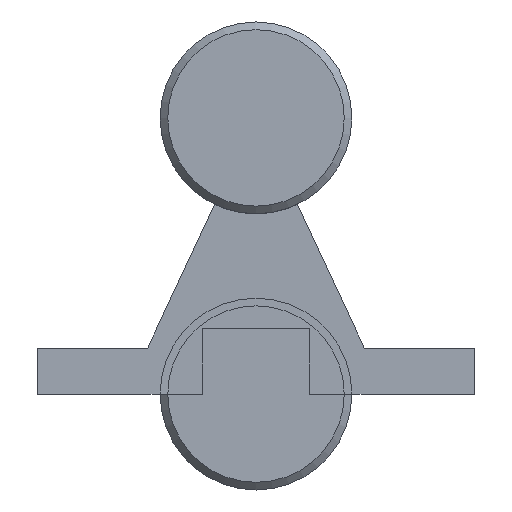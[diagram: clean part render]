
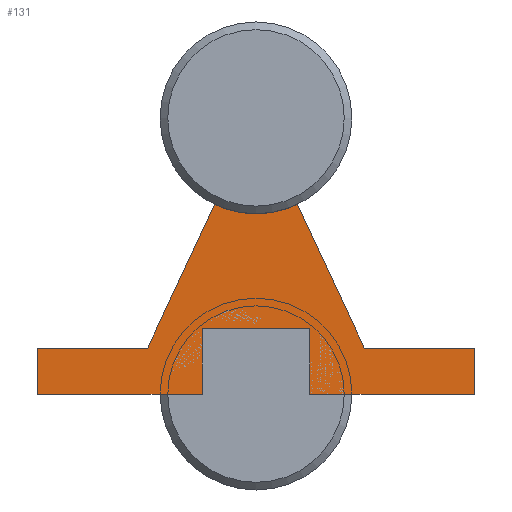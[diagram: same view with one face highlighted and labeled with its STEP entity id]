
A CAD part, front view. The second image highlights one B-rep face of the part: STEP entity #131.
In plain terms, the highlighted planar face has unit normal (0, -1, 0).
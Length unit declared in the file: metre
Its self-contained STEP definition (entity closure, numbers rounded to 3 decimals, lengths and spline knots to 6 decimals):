
#131 = ADVANCED_FACE( '', ( #192 ), #193, .T. );
#192 = FACE_OUTER_BOUND( '', #302, .T. );
#193 = PLANE( '', #303 );
#302 = EDGE_LOOP( '', ( #443, #444, #445, #446, #447, #448, #449, #450, #451, #452, #453, #454 ) );
#303 = AXIS2_PLACEMENT_3D( '', #455, #456, #457 );
#443 = ORIENTED_EDGE( '', *, *, #656, .F. );
#444 = ORIENTED_EDGE( '', *, *, #657, .T. );
#445 = ORIENTED_EDGE( '', *, *, #658, .T. );
#446 = ORIENTED_EDGE( '', *, *, #659, .T. );
#447 = ORIENTED_EDGE( '', *, *, #660, .F. );
#448 = ORIENTED_EDGE( '', *, *, #661, .F. );
#449 = ORIENTED_EDGE( '', *, *, #662, .F. );
#450 = ORIENTED_EDGE( '', *, *, #651, .F. );
#451 = ORIENTED_EDGE( '', *, *, #633, .F. );
#452 = ORIENTED_EDGE( '', *, *, #663, .F. );
#453 = ORIENTED_EDGE( '', *, *, #664, .F. );
#454 = ORIENTED_EDGE( '', *, *, #653, .F. );
#455 = CARTESIAN_POINT( '', ( 0., 0., 0.036 ) );
#456 = DIRECTION( '', ( 0., -1., 0. ) );
#457 = DIRECTION( '', ( 0., 0., -1. ) );
#633 = EDGE_CURVE( '', #710, #711, #712, .T. );
#651 = EDGE_CURVE( '', #711, #745, #746, .T. );
#653 = EDGE_CURVE( '', #748, #749, #750, .T. );
#656 = EDGE_CURVE( '', #753, #748, #754, .T. );
#657 = EDGE_CURVE( '', #753, #755, #756, .T. );
#658 = EDGE_CURVE( '', #755, #757, #758, .T. );
#659 = EDGE_CURVE( '', #757, #759, #760, .T. );
#660 = EDGE_CURVE( '', #761, #759, #762, .T. );
#661 = EDGE_CURVE( '', #763, #761, #764, .T. );
#662 = EDGE_CURVE( '', #745, #763, #765, .T. );
#663 = EDGE_CURVE( '', #766, #710, #767, .T. );
#664 = EDGE_CURVE( '', #749, #766, #768, .T. );
#710 = VERTEX_POINT( '', #968 );
#711 = VERTEX_POINT( '', #969 );
#712 = CIRCLE( '', #970, 0.0125 );
#745 = VERTEX_POINT( '', #1223 );
#746 = LINE( '', #1224, #1225 );
#748 = VERTEX_POINT( '', #1228 );
#749 = VERTEX_POINT( '', #1229 );
#750 = LINE( '', #1230, #1231 );
#753 = VERTEX_POINT( '', #1236 );
#754 = LINE( '', #1237, #1238 );
#755 = VERTEX_POINT( '', #1239 );
#756 = LINE( '', #1240, #1241 );
#757 = VERTEX_POINT( '', #1242 );
#758 = LINE( '', #1243, #1244 );
#759 = VERTEX_POINT( '', #1245 );
#760 = LINE( '', #1246, #1247 );
#761 = VERTEX_POINT( '', #1248 );
#762 = LINE( '', #1249, #1250 );
#763 = VERTEX_POINT( '', #1251 );
#764 = LINE( '', #1252, #1253 );
#765 = LINE( '', #1254, #1255 );
#766 = VERTEX_POINT( '', #1256 );
#767 = LINE( '', #1257, #1258 );
#768 = LINE( '', #1259, #1260 );
#968 = CARTESIAN_POINT( '', ( -0.0054, 0., 0.024727 ) );
#969 = CARTESIAN_POINT( '', ( 0.0054, 0., 0.024727 ) );
#970 = AXIS2_PLACEMENT_3D( '', #1325, #1326, #1327 );
#1223 = CARTESIAN_POINT( '', ( 0.014132, 0., 0.006 ) );
#1224 = CARTESIAN_POINT( '', ( 0.014132, 0., 0.006 ) );
#1225 = VECTOR( '', #1344, 1. );
#1228 = CARTESIAN_POINT( '', ( -0.0285, 0., 0. ) );
#1229 = CARTESIAN_POINT( '', ( -0.0285, 0., 0.006 ) );
#1230 = CARTESIAN_POINT( '', ( -0.0285, 0., 0. ) );
#1231 = VECTOR( '', #1346, 1. );
#1236 = CARTESIAN_POINT( '', ( -0.007, 0., 0. ) );
#1237 = CARTESIAN_POINT( '', ( 0.0285, 0., 0. ) );
#1238 = VECTOR( '', #1349, 1. );
#1239 = CARTESIAN_POINT( '', ( -0.007, 0., 0.0085 ) );
#1240 = CARTESIAN_POINT( '', ( -0.007, 0., 0. ) );
#1241 = VECTOR( '', #1350, 1. );
#1242 = CARTESIAN_POINT( '', ( 0.007, 0., 0.0085 ) );
#1243 = CARTESIAN_POINT( '', ( -0.007, 0., 0.0085 ) );
#1244 = VECTOR( '', #1351, 1. );
#1245 = CARTESIAN_POINT( '', ( 0.007, 0., 0. ) );
#1246 = CARTESIAN_POINT( '', ( 0.007, 0., 0.0085 ) );
#1247 = VECTOR( '', #1352, 1. );
#1248 = CARTESIAN_POINT( '', ( 0.0285, 0., 0. ) );
#1249 = CARTESIAN_POINT( '', ( 0.0285, 0., 0. ) );
#1250 = VECTOR( '', #1353, 1. );
#1251 = CARTESIAN_POINT( '', ( 0.0285, 0., 0.006 ) );
#1252 = CARTESIAN_POINT( '', ( 0.0285, 0., 0. ) );
#1253 = VECTOR( '', #1354, 1. );
#1254 = CARTESIAN_POINT( '', ( 0.0285, 0., 0.006 ) );
#1255 = VECTOR( '', #1355, 1. );
#1256 = CARTESIAN_POINT( '', ( -0.014132, 0., 0.006 ) );
#1257 = CARTESIAN_POINT( '', ( -0.014132, 0., 0.006 ) );
#1258 = VECTOR( '', #1356, 1. );
#1259 = CARTESIAN_POINT( '', ( -0.0285, 0., 0.006 ) );
#1260 = VECTOR( '', #1357, 1. );
#1325 = CARTESIAN_POINT( '', ( 0., 0., 0.036 ) );
#1326 = DIRECTION( '', ( 0., -1., 0. ) );
#1327 = DIRECTION( '', ( 1., 0., 0. ) );
#1344 = DIRECTION( '', ( 0.423, 0., -0.906 ) );
#1346 = DIRECTION( '', ( 0., 0., 1. ) );
#1349 = DIRECTION( '', ( -1., 0., 0. ) );
#1350 = DIRECTION( '', ( 0., 0., 1. ) );
#1351 = DIRECTION( '', ( 1., 0., 0. ) );
#1352 = DIRECTION( '', ( 0., 0., -1. ) );
#1353 = DIRECTION( '', ( -1., 0., 0. ) );
#1354 = DIRECTION( '', ( 0., 0., -1. ) );
#1355 = DIRECTION( '', ( 1., 0., 0. ) );
#1356 = DIRECTION( '', ( 0.423, 0., 0.906 ) );
#1357 = DIRECTION( '', ( 1., 0., 0. ) );
